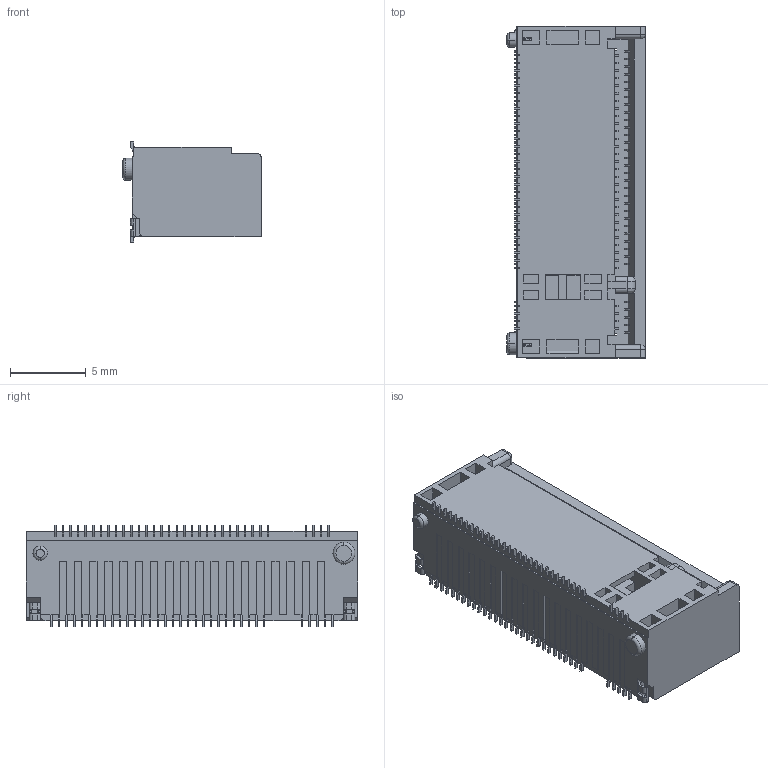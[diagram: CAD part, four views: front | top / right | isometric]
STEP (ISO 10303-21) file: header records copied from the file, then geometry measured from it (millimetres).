
FILE_DESCRIPTION((''),'2;1');
FILE_NAME('ASM0006_SW0002','2016-07-30T',('liushifeng'),(''),'PRO/ENGINEER BY PARAMETRIC TECHNOLOGY CORPORATION, 2009360','PRO/ENGINEER BY PARAMETRIC TECHNOLOGY CORPORATION, 2009360','');
FILE_SCHEMA(('CONFIG_CONTROL_DESIGN'));
Length unit declared in the file: millimetre
Products named in the file (1): ASM0006_SW0002
Bounding box: 9.1 x 21.85 x 6.7 mm (x, y, z)
Volume: 884.8 mm3; surface area: 1347.5 mm2
Topology: 1 solids, 1 shells, 1580 faces, 4747 edges, 3170 vertices
Faces by surface type: plane 1013, cylinder 559, torus 4, sphere 2, bspline 2
Entity records: 53632 total; most frequent: CARTESIAN_POINT 9674, ORIENTED_EDGE 9494, DIRECTION 9079, EDGE_CURVE 4747, VECTOR 3543, LINE 3543, VERTEX_POINT 3170, AXIS2_PLACEMENT_3D 2768
